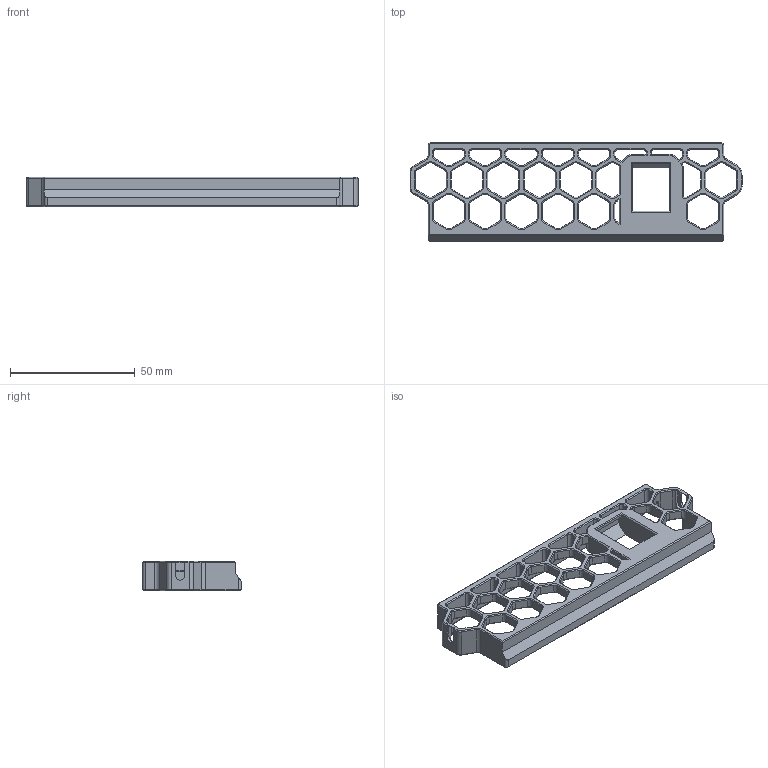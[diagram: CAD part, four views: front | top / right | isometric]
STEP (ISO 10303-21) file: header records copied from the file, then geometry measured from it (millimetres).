
FILE_DESCRIPTION(/* description */ (''),/* implementation_level */ '2;1');
FILE_NAME(/* name */ 'v02_rear_skirt_keystone.step',/* time_stamp */ '2022-11-03T08:01:51-07:00',/* author */ (''),/* organization */ (''),/* preprocessor_version */ 'ST-DEVELOPER v19.2',/* originating_system */ 'Autodesk Translation Framework v11.17.0.187',/* authorisation */ '');
FILE_SCHEMA (('AUTOMOTIVE_DESIGN { 1 0 10303 214 3 1 1 }'));
Products named in the file (1): rear_skirt
Bounding box: 132.82 x 39.5 x 12 mm (x, y, z)
Volume: 16778 mm3; surface area: 15230.8 mm2
Topology: 1 solids, 1 shells, 1042 faces, 2581 edges, 1476 vertices
Faces by surface type: plane 447, cone 244, cylinder 185, bspline 158, torus 8
Entity records: 54864 total; most frequent: CARTESIAN_POINT 31185, ORIENTED_EDGE 5084, DIRECTION 4650, EDGE_CURVE 2542, LINE 1624, VECTOR 1624, AXIS2_PLACEMENT_3D 1513, VERTEX_POINT 1476
